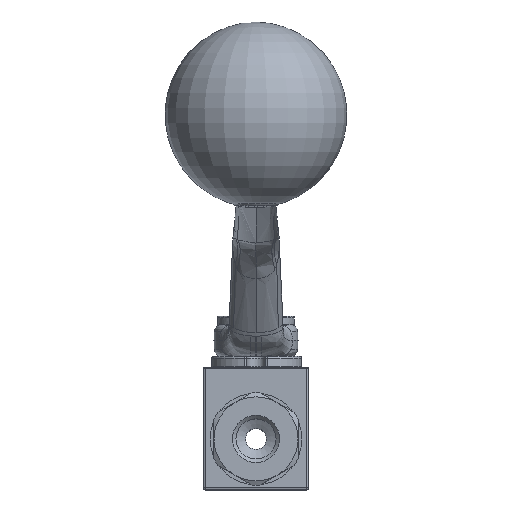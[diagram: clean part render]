
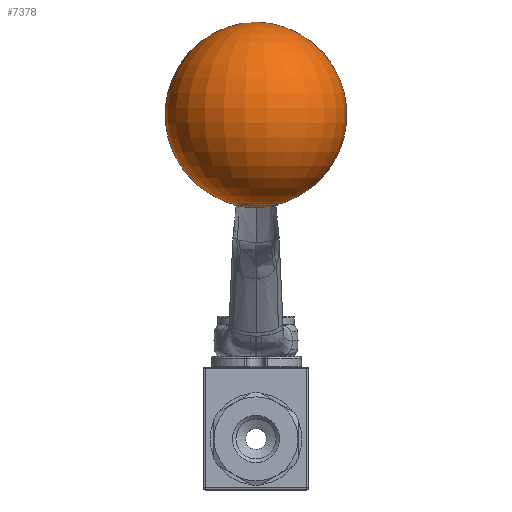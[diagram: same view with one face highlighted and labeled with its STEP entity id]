
A CAD part, top view. The second image highlights one B-rep face of the part: STEP entity #7378.
In plain terms, the highlighted toroidal (fillet/blend) face has major radius 0.526 mm and minor radius 26.5 mm.
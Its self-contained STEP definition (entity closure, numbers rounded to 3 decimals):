
#148=VERTEX_LOOP('',#3716);
#150=DEGENERATE_TOROIDAL_SURFACE('',#7832,0.526,26.5,
 .T.);
#274=B_SPLINE_CURVE_WITH_KNOTS('',3,(#13241,#13242,#13243,#13244,#13245,
#13246,#13247,#13248,#13249,#13250,#13251,#13252,#13253,#13254,#13255,#13256,
#13257),.UNSPECIFIED.,.F.,.F.,(4,1,1,1,1,1,1,1,1,1,1,1,1,1,4),(0.,0.125,
0.188,0.25,0.313,0.375,0.438,0.5,0.563,0.625,0.688,0.75,0.813,0.875,
1.),.UNSPECIFIED.);
#316=B_SPLINE_CURVE_WITH_KNOTS('',3,(#16343,#16344,#16345,#16346,#16347,
#16348,#16349,#16350,#16351,#16352,#16353,#16354,#16355,#16356,#16357,#16358,
#16359),.UNSPECIFIED.,.F.,.F.,(4,1,1,1,1,1,1,1,1,1,1,1,1,1,4),(0.,0.125,
0.188,0.25,0.313,0.375,0.438,0.5,0.563,0.625,0.688,0.75,0.813,0.875,
1.),.UNSPECIFIED.);
#650=CIRCLE('',#7833,5.736);
#1337=ORIENTED_EDGE('',*,*,#2871,.T.);
#1338=ORIENTED_EDGE('',*,*,#2919,.F.);
#1339=ORIENTED_EDGE('',*,*,#2918,.F.);
#2871=EDGE_CURVE('',#3685,#3657,#274,.T.);
#2918=EDGE_CURVE('',#3685,#3695,#316,.F.);
#2919=EDGE_CURVE('',#3695,#3657,#650,.T.);
#3657=VERTEX_POINT('',#11595);
#3685=VERTEX_POINT('',#13258);
#3695=VERTEX_POINT('',#14468);
#3716=VERTEX_POINT('',#16361);
#4782=EDGE_LOOP('',(#1337,#1338,#1339));
#5240=FACE_BOUND('',#148,.T.);
#5241=FACE_BOUND('',#4782,.T.);
#7378=ADVANCED_FACE('',(#5240,#5241),#150,.T.);
#7832=AXIS2_PLACEMENT_3D('',#16360,#8708,#8709);
#7833=AXIS2_PLACEMENT_3D('',#16362,#8710,#8711);
#8708=DIRECTION('',(0.,1.,0.));
#8709=DIRECTION('',(-1.,0.,0.));
#8710=DIRECTION('',(0.,1.,0.));
#8711=DIRECTION('',(0.,0.,-1.));
#11595=CARTESIAN_POINT('',(3.179,64.725,99.74));
#13241=CARTESIAN_POINT('',(-1.153,64.222,102.112));
#13242=CARTESIAN_POINT('',(-0.935,64.222,102.112));
#13243=CARTESIAN_POINT('',(-0.593,64.226,102.078));
#13244=CARTESIAN_POINT('',(-0.222,64.236,102.001));
#13245=CARTESIAN_POINT('',(0.131,64.252,101.899));
#13246=CARTESIAN_POINT('',(0.381,64.266,101.809));
#13247=CARTESIAN_POINT('',(0.728,64.291,101.661));
#13248=CARTESIAN_POINT('',(0.961,64.312,101.545));
#13249=CARTESIAN_POINT('',(1.29,64.347,101.362));
#13250=CARTESIAN_POINT('',(1.492,64.373,101.235));
#13251=CARTESIAN_POINT('',(1.751,64.41,101.059));
#13252=CARTESIAN_POINT('',(2.006,64.451,100.871));
#13253=CARTESIAN_POINT('',(2.313,64.508,100.618));
#13254=CARTESIAN_POINT('',(2.494,64.547,100.455));
#13255=CARTESIAN_POINT('',(2.796,64.616,100.167));
#13256=CARTESIAN_POINT('',(3.023,64.677,99.923));
#13257=CARTESIAN_POINT('',(3.179,64.725,99.74));
#13258=CARTESIAN_POINT('',(-1.153,64.222,102.112));
#14468=CARTESIAN_POINT('',(-5.484,64.725,99.74));
#16343=CARTESIAN_POINT('',(-5.484,64.725,99.74));
#16344=CARTESIAN_POINT('',(-5.328,64.678,99.923));
#16345=CARTESIAN_POINT('',(-5.101,64.616,100.167));
#16346=CARTESIAN_POINT('',(-4.8,64.547,100.455));
#16347=CARTESIAN_POINT('',(-4.618,64.508,100.618));
#16348=CARTESIAN_POINT('',(-4.312,64.451,100.871));
#16349=CARTESIAN_POINT('',(-4.057,64.41,101.059));
#16350=CARTESIAN_POINT('',(-3.797,64.373,101.235));
#16351=CARTESIAN_POINT('',(-3.596,64.347,101.362));
#16352=CARTESIAN_POINT('',(-3.267,64.312,101.545));
#16353=CARTESIAN_POINT('',(-3.034,64.291,101.661));
#16354=CARTESIAN_POINT('',(-2.687,64.266,101.809));
#16355=CARTESIAN_POINT('',(-2.436,64.252,101.899));
#16356=CARTESIAN_POINT('',(-2.083,64.236,102.001));
#16357=CARTESIAN_POINT('',(-1.712,64.226,102.078));
#16358=CARTESIAN_POINT('',(-1.37,64.222,102.112));
#16359=CARTESIAN_POINT('',(-1.153,64.222,102.112));
#16360=CARTESIAN_POINT('',(-1.153,90.708,103.5));
#16361=CARTESIAN_POINT('',(-1.153,64.213,103.5));
#16362=CARTESIAN_POINT('',(-1.153,64.725,103.5));
